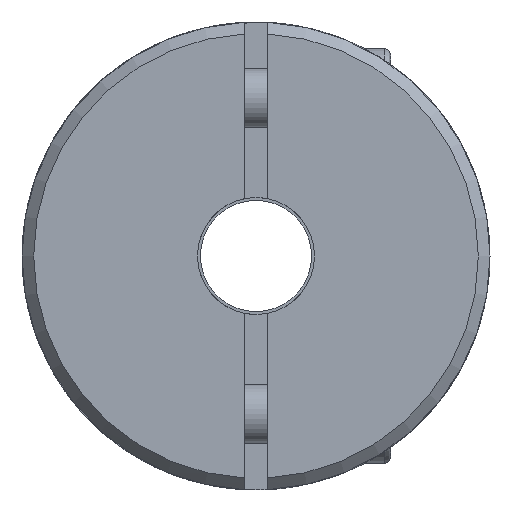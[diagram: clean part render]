
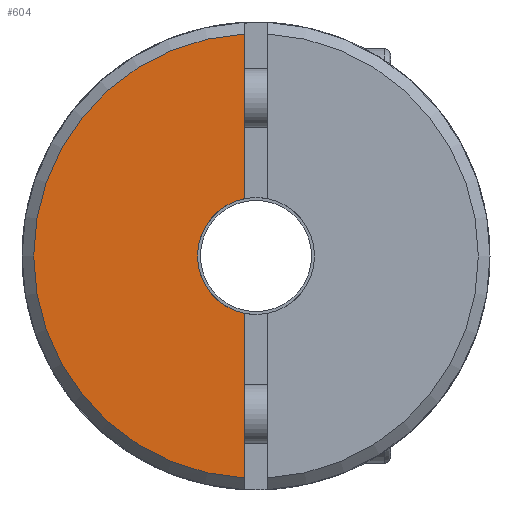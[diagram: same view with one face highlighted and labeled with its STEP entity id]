
A CAD part, left-side view. The second image highlights one B-rep face of the part: STEP entity #604.
In plain terms, the highlighted planar face has unit normal (-1, 0, 0).
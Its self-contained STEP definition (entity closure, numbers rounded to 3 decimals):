
#604 = ADVANCED_FACE( '', ( #1554 ), #1555, .T. );
#1554 = FACE_OUTER_BOUND( '', #2927, .T. );
#1555 = PLANE( '', #2928 );
#2927 = EDGE_LOOP( '', ( #4716, #4717, #4718, #4719 ) );
#2928 = AXIS2_PLACEMENT_3D( '', #4720, #4721, #4722 );
#4716 = ORIENTED_EDGE( '', *, *, #8142, .F. );
#4717 = ORIENTED_EDGE( '', *, *, #8143, .T. );
#4718 = ORIENTED_EDGE( '', *, *, #7947, .T. );
#4719 = ORIENTED_EDGE( '', *, *, #8144, .T. );
#4720 = CARTESIAN_POINT( '', ( -2., 0., 3.05 ) );
#4721 = DIRECTION( '', ( -1., 0., 0. ) );
#4722 = DIRECTION( '', ( 0., 0., 1. ) );
#7947 = EDGE_CURVE( '', #9564, #9562, #9565, .T. );
#8142 = EDGE_CURVE( '', #9891, #9892, #9893, .T. );
#8143 = EDGE_CURVE( '', #9891, #9564, #9894, .T. );
#8144 = EDGE_CURVE( '', #9562, #9892, #9895, .T. );
#9562 = VERTEX_POINT( '', #11967 );
#9564 = VERTEX_POINT( '', #11969 );
#9565 = CIRCLE( '', #11970, 19. );
#9891 = VERTEX_POINT( '', #12708 );
#9892 = VERTEX_POINT( '', #12709 );
#9893 = CIRCLE( '', #12710, 5. );
#9894 = LINE( '', #12711, #12712 );
#9895 = LINE( '', #12713, #12714 );
#11967 = CARTESIAN_POINT( '', ( -2., 1., -18.974 ) );
#11969 = CARTESIAN_POINT( '', ( -2., 1., 18.974 ) );
#11970 = AXIS2_PLACEMENT_3D( '', #15934, #15935, #15936 );
#12708 = CARTESIAN_POINT( '', ( -2., 1., 4.899 ) );
#12709 = CARTESIAN_POINT( '', ( -2., 1., -4.899 ) );
#12710 = AXIS2_PLACEMENT_3D( '', #16175, #16176, #16177 );
#12711 = CARTESIAN_POINT( '', ( -2., 1., 3.05 ) );
#12712 = VECTOR( '', #16178, 1000. );
#12713 = CARTESIAN_POINT( '', ( -2., 1., 3.05 ) );
#12714 = VECTOR( '', #16179, 1000. );
#15934 = CARTESIAN_POINT( '', ( -2., 0., 0. ) );
#15935 = DIRECTION( '', ( -1., 0., 0. ) );
#15936 = DIRECTION( '', ( 0., 0., 1. ) );
#16175 = CARTESIAN_POINT( '', ( -2., 0., 0. ) );
#16176 = DIRECTION( '', ( -1., 0., 0. ) );
#16177 = DIRECTION( '', ( 0., 0., 1. ) );
#16178 = DIRECTION( '', ( 0., 0., 1. ) );
#16179 = DIRECTION( '', ( 0., 0., 1. ) );
